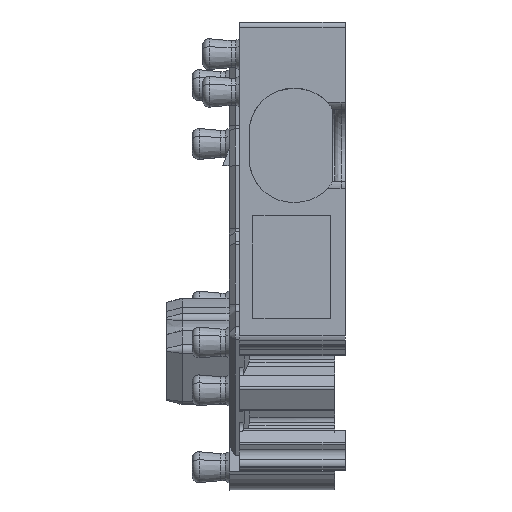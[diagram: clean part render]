
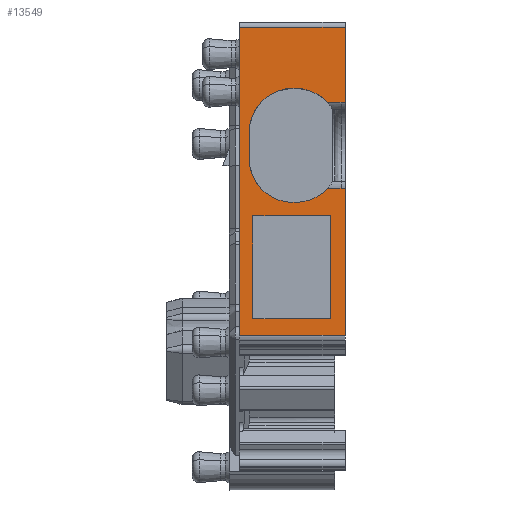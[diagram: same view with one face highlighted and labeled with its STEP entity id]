
A CAD part, top view. The second image highlights one B-rep face of the part: STEP entity #13549.
In plain terms, the highlighted planar face has unit normal (0, 0, 1).
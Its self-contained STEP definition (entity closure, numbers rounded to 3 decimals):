
#13399=AXIS2_PLACEMENT_3D('Plane Axis2P3D',#13396,#13397,#13398) ;
#13403=AXIS2_PLACEMENT_3D('Circle Axis2P3D',#13401,#13402,$) ;
#13419=AXIS2_PLACEMENT_3D('Circle Axis2P3D',#13417,#13418,$) ;
#13426=AXIS2_PLACEMENT_3D('Circle Axis2P3D',#13424,#13425,$) ;
#13440=AXIS2_PLACEMENT_3D('Circle Axis2P3D',#13438,#13439,$) ;
#13478=AXIS2_PLACEMENT_3D('Circle Axis2P3D',#13476,#13477,$) ;
#13492=AXIS2_PLACEMENT_3D('Circle Axis2P3D',#13490,#13491,$) ;
#8119=CARTESIAN_POINT('Vertex',(3.5,7.434,40.75)) ;
#8122=CARTESIAN_POINT('Line Origine',(3.5,14.867,40.75)) ;
#8126=CARTESIAN_POINT('Vertex',(3.5,22.3,40.75)) ;
#8713=CARTESIAN_POINT('Vertex',(8.6,22.3,40.75)) ;
#8716=CARTESIAN_POINT('Line Origine',(8.6,20.487,40.75)) ;
#8720=CARTESIAN_POINT('Vertex',(8.6,18.675,40.75)) ;
#8770=CARTESIAN_POINT('Vertex',(8.6,14.525,40.75)) ;
#8773=CARTESIAN_POINT('Line Origine',(8.6,10.979,40.75)) ;
#8777=CARTESIAN_POINT('Vertex',(8.6,7.434,40.75)) ;
#13384=CARTESIAN_POINT('Line Origine',(7.19,22.3,40.75)) ;
#13396=CARTESIAN_POINT('Axis2P3D Location',(3.5,22.3,40.75)) ;
#13401=CARTESIAN_POINT('Axis2P3D Location',(6.075,15.95,40.75)) ;
#13405=CARTESIAN_POINT('Vertex',(3.975,15.95,40.75)) ;
#13407=CARTESIAN_POINT('Vertex',(4.532,14.525,40.75)) ;
#13410=CARTESIAN_POINT('Line Origine',(3.975,16.6,40.75)) ;
#13414=CARTESIAN_POINT('Vertex',(3.975,17.25,40.75)) ;
#13417=CARTESIAN_POINT('Axis2P3D Location',(6.075,17.25,40.75)) ;
#13421=CARTESIAN_POINT('Vertex',(4.532,18.675,40.75)) ;
#13424=CARTESIAN_POINT('Axis2P3D Location',(6.075,17.25,40.75)) ;
#13428=CARTESIAN_POINT('Vertex',(6.075,19.35,40.75)) ;
#13431=CARTESIAN_POINT('Line Origine',(6.138,19.35,40.75)) ;
#13435=CARTESIAN_POINT('Vertex',(6.2,19.35,40.75)) ;
#13438=CARTESIAN_POINT('Axis2P3D Location',(6.2,17.25,40.75)) ;
#13442=CARTESIAN_POINT('Vertex',(7.743,18.675,40.75)) ;
#13445=CARTESIAN_POINT('Line Origine',(8.071,18.675,40.75)) ;
#13449=CARTESIAN_POINT('Vertex',(8.4,18.675,40.75)) ;
#13452=CARTESIAN_POINT('Line Origine',(8.5,18.675,40.75)) ;
#13457=CARTESIAN_POINT('Line Origine',(6.05,7.434,40.75)) ;
#13462=CARTESIAN_POINT('Line Origine',(8.5,14.525,40.75)) ;
#13466=CARTESIAN_POINT('Vertex',(8.4,14.525,40.75)) ;
#13469=CARTESIAN_POINT('Line Origine',(8.071,14.525,40.75)) ;
#13473=CARTESIAN_POINT('Vertex',(7.743,14.525,40.75)) ;
#13476=CARTESIAN_POINT('Axis2P3D Location',(6.2,15.95,40.75)) ;
#13480=CARTESIAN_POINT('Vertex',(6.2,13.85,40.75)) ;
#13483=CARTESIAN_POINT('Line Origine',(6.138,13.85,40.75)) ;
#13487=CARTESIAN_POINT('Vertex',(6.075,13.85,40.75)) ;
#13490=CARTESIAN_POINT('Axis2P3D Location',(6.075,15.95,40.75)) ;
#13515=CARTESIAN_POINT('Line Origine',(6.025,8.245,40.75)) ;
#13519=CARTESIAN_POINT('Vertex',(4.15,8.245,40.75)) ;
#13521=CARTESIAN_POINT('Vertex',(7.9,8.245,40.75)) ;
#13524=CARTESIAN_POINT('Line Origine',(4.15,10.725,40.75)) ;
#13528=CARTESIAN_POINT('Vertex',(4.15,13.204,40.75)) ;
#13531=CARTESIAN_POINT('Line Origine',(6.025,13.204,40.75)) ;
#13535=CARTESIAN_POINT('Vertex',(7.9,13.204,40.75)) ;
#13538=CARTESIAN_POINT('Line Origine',(7.9,10.725,40.75)) ;
#8123=DIRECTION('Vector Direction',(0.,-1.,0.)) ;
#8717=DIRECTION('Vector Direction',(0.,-1.,0.)) ;
#8774=DIRECTION('Vector Direction',(0.,-1.,0.)) ;
#13385=DIRECTION('Vector Direction',(1.,0.,0.)) ;
#13397=DIRECTION('Axis2P3D Direction',(0.,0.,1.)) ;
#13398=DIRECTION('Axis2P3D XDirection',(0.,-1.,0.)) ;
#13402=DIRECTION('Axis2P3D Direction',(0.,0.,1.)) ;
#13411=DIRECTION('Vector Direction',(0.,-1.,0.)) ;
#13418=DIRECTION('Axis2P3D Direction',(0.,0.,1.)) ;
#13425=DIRECTION('Axis2P3D Direction',(0.,0.,1.)) ;
#13432=DIRECTION('Vector Direction',(-1.,0.,0.)) ;
#13439=DIRECTION('Axis2P3D Direction',(0.,0.,1.)) ;
#13446=DIRECTION('Vector Direction',(-1.,0.,0.)) ;
#13453=DIRECTION('Vector Direction',(1.,0.,0.)) ;
#13458=DIRECTION('Vector Direction',(1.,0.,0.)) ;
#13463=DIRECTION('Vector Direction',(1.,0.,0.)) ;
#13470=DIRECTION('Vector Direction',(-1.,0.,0.)) ;
#13477=DIRECTION('Axis2P3D Direction',(0.,0.,1.)) ;
#13484=DIRECTION('Vector Direction',(1.,0.,0.)) ;
#13491=DIRECTION('Axis2P3D Direction',(0.,0.,1.)) ;
#13516=DIRECTION('Vector Direction',(1.,0.,0.)) ;
#13525=DIRECTION('Vector Direction',(0.,-1.,0.)) ;
#13532=DIRECTION('Vector Direction',(1.,0.,0.)) ;
#13539=DIRECTION('Vector Direction',(0.,-1.,0.)) ;
#8124=VECTOR('Line Direction',#8123,1.) ;
#8718=VECTOR('Line Direction',#8717,1.) ;
#8775=VECTOR('Line Direction',#8774,1.) ;
#13386=VECTOR('Line Direction',#13385,1.) ;
#13412=VECTOR('Line Direction',#13411,1.) ;
#13433=VECTOR('Line Direction',#13432,1.) ;
#13447=VECTOR('Line Direction',#13446,1.) ;
#13454=VECTOR('Line Direction',#13453,1.) ;
#13459=VECTOR('Line Direction',#13458,1.) ;
#13464=VECTOR('Line Direction',#13463,1.) ;
#13471=VECTOR('Line Direction',#13470,1.) ;
#13485=VECTOR('Line Direction',#13484,1.) ;
#13517=VECTOR('Line Direction',#13516,1.) ;
#13526=VECTOR('Line Direction',#13525,1.) ;
#13533=VECTOR('Line Direction',#13532,1.) ;
#13540=VECTOR('Line Direction',#13539,1.) ;
#13496=ORIENTED_EDGE('',*,*,#13409,.F.) ;
#13497=ORIENTED_EDGE('',*,*,#13416,.F.) ;
#13498=ORIENTED_EDGE('',*,*,#13423,.F.) ;
#13499=ORIENTED_EDGE('',*,*,#13430,.F.) ;
#13500=ORIENTED_EDGE('',*,*,#13437,.F.) ;
#13501=ORIENTED_EDGE('',*,*,#13444,.F.) ;
#13502=ORIENTED_EDGE('',*,*,#13451,.F.) ;
#13503=ORIENTED_EDGE('',*,*,#13456,.T.) ;
#13504=ORIENTED_EDGE('',*,*,#8722,.F.) ;
#13505=ORIENTED_EDGE('',*,*,#13388,.F.) ;
#13506=ORIENTED_EDGE('',*,*,#8128,.T.) ;
#13507=ORIENTED_EDGE('',*,*,#13461,.T.) ;
#13508=ORIENTED_EDGE('',*,*,#8779,.F.) ;
#13509=ORIENTED_EDGE('',*,*,#13468,.F.) ;
#13510=ORIENTED_EDGE('',*,*,#13475,.T.) ;
#13511=ORIENTED_EDGE('',*,*,#13482,.F.) ;
#13512=ORIENTED_EDGE('',*,*,#13489,.F.) ;
#13513=ORIENTED_EDGE('',*,*,#13494,.F.) ;
#13544=ORIENTED_EDGE('',*,*,#13523,.F.) ;
#13545=ORIENTED_EDGE('',*,*,#13530,.F.) ;
#13546=ORIENTED_EDGE('',*,*,#13537,.F.) ;
#13547=ORIENTED_EDGE('',*,*,#13542,.F.) ;
#13548=FACE_BOUND('',#13543,.T.) ;
#13549=ADVANCED_FACE('V1',(#13514,#13548),#13400,.T.) ;
#13404=CIRCLE('generated circle',#13403,2.1) ;
#13420=CIRCLE('generated circle',#13419,2.1) ;
#13427=CIRCLE('generated circle',#13426,2.1) ;
#13441=CIRCLE('generated circle',#13440,2.1) ;
#13479=CIRCLE('generated circle',#13478,2.1) ;
#13493=CIRCLE('generated circle',#13492,2.1) ;
#8128=EDGE_CURVE('',#8127,#8120,#8125,.T.) ;
#8722=EDGE_CURVE('',#8714,#8721,#8719,.T.) ;
#8779=EDGE_CURVE('',#8771,#8778,#8776,.T.) ;
#13388=EDGE_CURVE('',#8127,#8714,#13387,.T.) ;
#13409=EDGE_CURVE('',#13406,#13408,#13404,.T.) ;
#13416=EDGE_CURVE('',#13415,#13406,#13413,.T.) ;
#13423=EDGE_CURVE('',#13422,#13415,#13420,.T.) ;
#13430=EDGE_CURVE('',#13429,#13422,#13427,.T.) ;
#13437=EDGE_CURVE('',#13436,#13429,#13434,.T.) ;
#13444=EDGE_CURVE('',#13443,#13436,#13441,.T.) ;
#13451=EDGE_CURVE('',#13450,#13443,#13448,.T.) ;
#13456=EDGE_CURVE('',#13450,#8721,#13455,.T.) ;
#13461=EDGE_CURVE('',#8120,#8778,#13460,.T.) ;
#13468=EDGE_CURVE('',#13467,#8771,#13465,.T.) ;
#13475=EDGE_CURVE('',#13467,#13474,#13472,.T.) ;
#13482=EDGE_CURVE('',#13481,#13474,#13479,.T.) ;
#13489=EDGE_CURVE('',#13488,#13481,#13486,.T.) ;
#13494=EDGE_CURVE('',#13408,#13488,#13493,.T.) ;
#13523=EDGE_CURVE('',#13520,#13522,#13518,.T.) ;
#13530=EDGE_CURVE('',#13529,#13520,#13527,.T.) ;
#13537=EDGE_CURVE('',#13536,#13529,#13534,.F.) ;
#13542=EDGE_CURVE('',#13522,#13536,#13541,.F.) ;
#13495=EDGE_LOOP('',(#13496,#13497,#13498,#13499,#13500,#13501,#13502,#13503,#13504,#13505,#13506,#13507,#13508,#13509,#13510,#13511,#13512,#13513)) ;
#13543=EDGE_LOOP('',(#13544,#13545,#13546,#13547)) ;
#13514=FACE_OUTER_BOUND('',#13495,.T.) ;
#8125=LINE('Line',#8122,#8124) ;
#8719=LINE('Line',#8716,#8718) ;
#8776=LINE('Line',#8773,#8775) ;
#13387=LINE('Line',#13384,#13386) ;
#13413=LINE('Line',#13410,#13412) ;
#13434=LINE('Line',#13431,#13433) ;
#13448=LINE('Line',#13445,#13447) ;
#13455=LINE('Line',#13452,#13454) ;
#13460=LINE('Line',#13457,#13459) ;
#13465=LINE('Line',#13462,#13464) ;
#13472=LINE('Line',#13469,#13471) ;
#13486=LINE('Line',#13483,#13485) ;
#13518=LINE('Line',#13515,#13517) ;
#13527=LINE('Line',#13524,#13526) ;
#13534=LINE('Line',#13531,#13533) ;
#13541=LINE('Line',#13538,#13540) ;
#13400=PLANE('',#13399) ;
#8120=VERTEX_POINT('',#8119) ;
#8127=VERTEX_POINT('',#8126) ;
#8714=VERTEX_POINT('',#8713) ;
#8721=VERTEX_POINT('',#8720) ;
#8771=VERTEX_POINT('',#8770) ;
#8778=VERTEX_POINT('',#8777) ;
#13406=VERTEX_POINT('',#13405) ;
#13408=VERTEX_POINT('',#13407) ;
#13415=VERTEX_POINT('',#13414) ;
#13422=VERTEX_POINT('',#13421) ;
#13429=VERTEX_POINT('',#13428) ;
#13436=VERTEX_POINT('',#13435) ;
#13443=VERTEX_POINT('',#13442) ;
#13450=VERTEX_POINT('',#13449) ;
#13467=VERTEX_POINT('',#13466) ;
#13474=VERTEX_POINT('',#13473) ;
#13481=VERTEX_POINT('',#13480) ;
#13488=VERTEX_POINT('',#13487) ;
#13520=VERTEX_POINT('',#13519) ;
#13522=VERTEX_POINT('',#13521) ;
#13529=VERTEX_POINT('',#13528) ;
#13536=VERTEX_POINT('',#13535) ;
